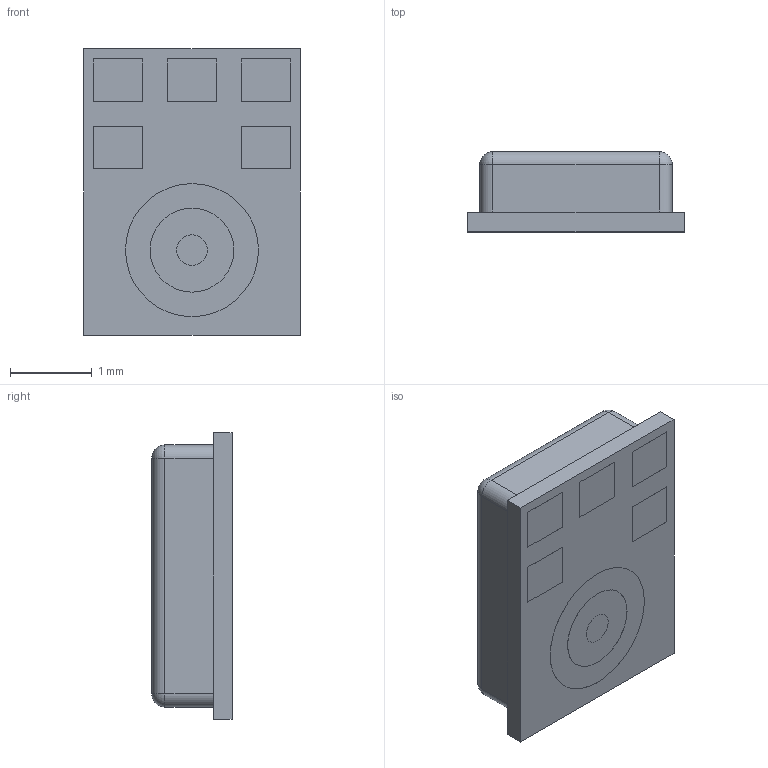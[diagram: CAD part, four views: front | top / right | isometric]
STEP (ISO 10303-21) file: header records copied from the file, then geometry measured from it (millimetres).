
FILE_DESCRIPTION (( 'STEP AP214' ), '1' );
FILE_NAME ('ICS-43434.STEP', '2022-03-02T09:37:34', ( 'ADMIN' ), ( '' ), 'SwSTEP 2.0', 'SolidWorks 2016', '' );
FILE_SCHEMA (( 'AUTOMOTIVE_DESIGN' ));
Length unit declared in the file: millimetre
Products named in the file (1): ICS-43434
Bounding box: 2.65 x 0.98 x 3.5 mm (x, y, z)
Volume: 7.7 mm3; surface area: 34.9 mm2
Topology: 8 solids, 8 shells, 204 faces, 508 edges, 332 vertices
Faces by surface type: plane 108, bspline 74, cylinder 18, sphere 4
Entity records: 9585 total; most frequent: CARTESIAN_POINT 4763, ORIENTED_EDGE 1008, DIRECTION 654, EDGE_CURVE 504, VERTEX_POINT 332, LINE 320, VECTOR 320, EDGE_LOOP 222
